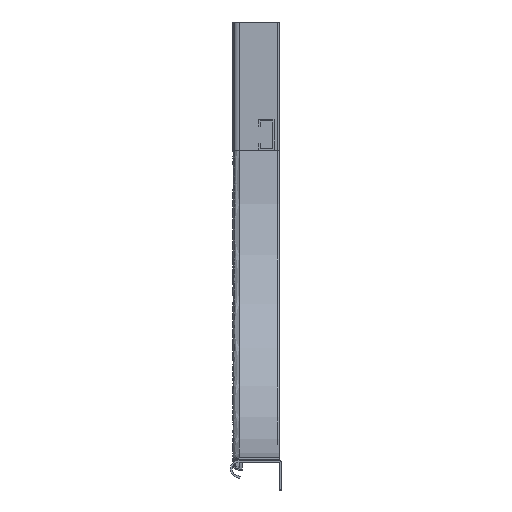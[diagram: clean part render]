
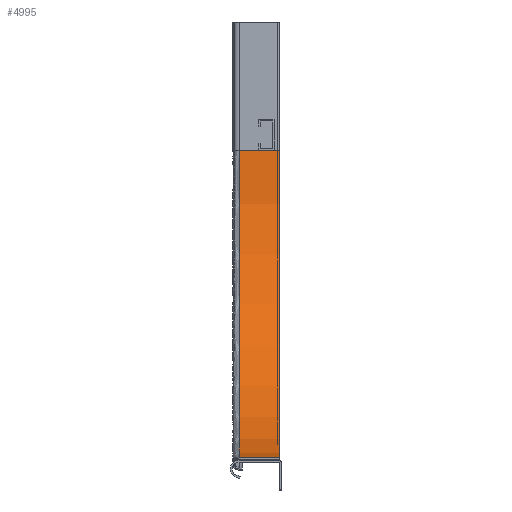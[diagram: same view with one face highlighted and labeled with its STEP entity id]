
A CAD part, left-side view. The second image highlights one B-rep face of the part: STEP entity #4995.
In plain terms, the highlighted cylindrical face has radius 300 mm (diameter 600 mm), a partial arc.
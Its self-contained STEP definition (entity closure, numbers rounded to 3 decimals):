
#886 = CIRCLE ( 'NONE', #9151, 300. ) ;
#1283 = ORIENTED_EDGE ( 'NONE', *, *, #13450, .F. ) ;
#1469 = EDGE_LOOP ( 'NONE', ( #15682, #11855, #7605, #1283 ) ) ;
#1538 = CARTESIAN_POINT ( 'NONE',  ( 300., 0., -125. ) ) ;
#1839 = CARTESIAN_POINT ( 'NONE',  ( 0., 39., -125. ) ) ;
#2647 = AXIS2_PLACEMENT_3D ( 'NONE', #3827, #3719, #3617 ) ;
#2697 = CARTESIAN_POINT ( 'NONE',  ( 300., 0., -425. ) ) ;
#2812 = DIRECTION ( 'NONE',  ( 0., -1., 0. ) ) ;
#2857 = DIRECTION ( 'NONE',  ( 0., 0., -1. ) ) ;
#2884 = VERTEX_POINT ( 'NONE', #1839 ) ;
#3292 = EDGE_CURVE ( 'NONE', #2884, #11785, #12812, .T. ) ;
#3617 = DIRECTION ( 'NONE',  ( 0., 0., -1. ) ) ;
#3719 = DIRECTION ( 'NONE',  ( 0., -1., 0. ) ) ;
#3827 = CARTESIAN_POINT ( 'NONE',  ( 300., 39., -125. ) ) ;
#3932 = CARTESIAN_POINT ( 'NONE',  ( 300., 39., -425. ) ) ;
#3937 = EDGE_CURVE ( 'NONE', #11785, #7633, #14433, .T. ) ;
#4995 = ADVANCED_FACE ( 'NONE', ( #11358 ), #12968, .F. ) ;
#7605 = ORIENTED_EDGE ( 'NONE', *, *, #3292, .F. ) ;
#7633 = VERTEX_POINT ( 'NONE', #13569 ) ;
#7999 = AXIS2_PLACEMENT_3D ( 'NONE', #15397, #15826, #15021 ) ;
#9071 = VECTOR ( 'NONE', #9421, 1000. ) ;
#9151 = AXIS2_PLACEMENT_3D ( 'NONE', #1538, #10610, #2857 ) ;
#9237 = EDGE_CURVE ( 'NONE', #7633, #16569, #886, .T. ) ;
#9421 = DIRECTION ( 'NONE',  ( 0., 1., 0. ) ) ;
#9952 = VECTOR ( 'NONE', #2812, 1000. ) ;
#10610 = DIRECTION ( 'NONE',  ( 0., 1., 0. ) ) ;
#11358 = FACE_OUTER_BOUND ( 'NONE', #1469, .T. ) ;
#11785 = VERTEX_POINT ( 'NONE', #3932 ) ;
#11855 = ORIENTED_EDGE ( 'NONE', *, *, #3937, .F. ) ;
#12812 = CIRCLE ( 'NONE', #2647, 300. ) ;
#12968 = CYLINDRICAL_SURFACE ( 'NONE', #7999, 300. ) ;
#13052 = CARTESIAN_POINT ( 'NONE',  ( 0., 0., -125. ) ) ;
#13450 = EDGE_CURVE ( 'NONE', #16569, #2884, #16757, .T. ) ;
#13569 = CARTESIAN_POINT ( 'NONE',  ( 300., 0., -425. ) ) ;
#14433 = LINE ( 'NONE', #2697, #9952 ) ;
#14568 = CARTESIAN_POINT ( 'NONE',  ( 0., 0., -125. ) ) ;
#15021 = DIRECTION ( 'NONE',  ( 0., 0., -1. ) ) ;
#15397 = CARTESIAN_POINT ( 'NONE',  ( 300., 0., -125. ) ) ;
#15682 = ORIENTED_EDGE ( 'NONE', *, *, #9237, .F. ) ;
#15826 = DIRECTION ( 'NONE',  ( 0., -1., 0. ) ) ;
#16569 = VERTEX_POINT ( 'NONE', #13052 ) ;
#16757 = LINE ( 'NONE', #14568, #9071 ) ;
